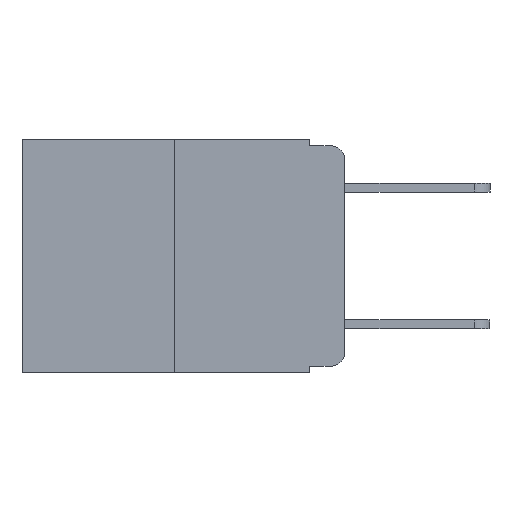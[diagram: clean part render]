
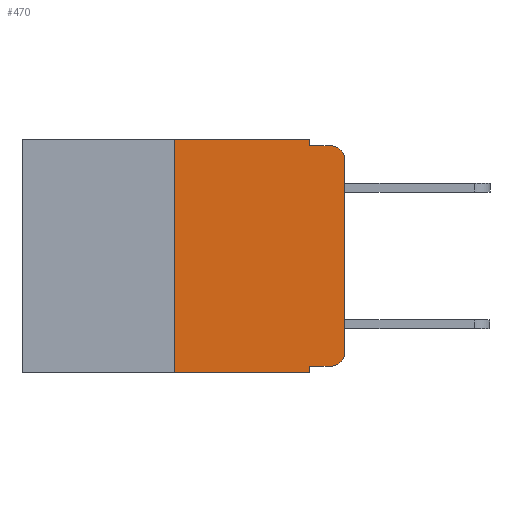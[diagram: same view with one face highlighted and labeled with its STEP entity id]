
A CAD part, left-side view. The second image highlights one B-rep face of the part: STEP entity #470.
In plain terms, the highlighted planar face has unit normal (-1, 0, 0).
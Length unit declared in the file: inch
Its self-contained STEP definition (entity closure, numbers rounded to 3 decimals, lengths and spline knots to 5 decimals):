
#83 = CIRCLE ( 'NONE', #1225, 0.02 ) ;
#314 = CARTESIAN_POINT ( 'NONE',  ( 0., 0.473, 0. ) ) ;
#317 = VERTEX_POINT ( 'NONE', #9221 ) ;
#367 = DIRECTION ( 'NONE',  ( 0., 0., -1. ) ) ;
#470 = ADVANCED_FACE ( 'NONE', ( #4047 ), #9898, .F. ) ;
#505 = CARTESIAN_POINT ( 'NONE',  ( 0., 0.051, -0.01 ) ) ;
#1054 = CARTESIAN_POINT ( 'NONE',  ( 0., 0.051, -0.01 ) ) ;
#1137 = CARTESIAN_POINT ( 'NONE',  ( 0., 0.02, -0.03 ) ) ;
#1150 = CARTESIAN_POINT ( 'NONE',  ( 0., 0.051, -0.333 ) ) ;
#1225 = AXIS2_PLACEMENT_3D ( 'NONE', #9613, #4727, #10375 ) ;
#1363 = ORIENTED_EDGE ( 'NONE', *, *, #8856, .F. ) ;
#1587 = VERTEX_POINT ( 'NONE', #6373 ) ;
#1638 = DIRECTION ( 'NONE',  ( 1., 0., 0. ) ) ;
#1792 = LINE ( 'NONE', #1054, #8682 ) ;
#1834 = ORIENTED_EDGE ( 'NONE', *, *, #4674, .F. ) ;
#1923 = VECTOR ( 'NONE', #10726, 39.37008 ) ;
#2007 = DIRECTION ( 'NONE',  ( 0., 0., 1. ) ) ;
#2079 = DIRECTION ( 'NONE',  ( 0., 0., -1. ) ) ;
#2719 = CARTESIAN_POINT ( 'NONE',  ( 0., 0., -0.03 ) ) ;
#2995 = CARTESIAN_POINT ( 'NONE',  ( 0., 0.473, 0. ) ) ;
#3008 = VERTEX_POINT ( 'NONE', #8786 ) ;
#3191 = VERTEX_POINT ( 'NONE', #1150 ) ;
#3248 = VERTEX_POINT ( 'NONE', #6736 ) ;
#3454 = VECTOR ( 'NONE', #7170, 39.37008 ) ;
#3631 = LINE ( 'NONE', #6723, #4925 ) ;
#3634 = CIRCLE ( 'NONE', #10426, 0.02 ) ;
#4047 = FACE_OUTER_BOUND ( 'NONE', #5142, .T. ) ;
#4217 = VECTOR ( 'NONE', #2007, 39.37008 ) ;
#4674 = EDGE_CURVE ( 'NONE', #3008, #3248, #9320, .T. ) ;
#4682 = ORIENTED_EDGE ( 'NONE', *, *, #5749, .T. ) ;
#4721 = VERTEX_POINT ( 'NONE', #8531 ) ;
#4727 = DIRECTION ( 'NONE',  ( -1., 0., 0. ) ) ;
#4925 = VECTOR ( 'NONE', #7543, 39.37008 ) ;
#5059 = VECTOR ( 'NONE', #9375, 39.37008 ) ;
#5142 = EDGE_LOOP ( 'NONE', ( #9691, #6106, #8498, #1363, #1834, #5795, #4682, #7232, #10858, #6721 ) ) ;
#5155 = CARTESIAN_POINT ( 'NONE',  ( 0., 0.051, 0. ) ) ;
#5579 = VERTEX_POINT ( 'NONE', #505 ) ;
#5749 = EDGE_CURVE ( 'NONE', #7024, #10831, #10601, .T. ) ;
#5795 = ORIENTED_EDGE ( 'NONE', *, *, #9059, .F. ) ;
#5809 = AXIS2_PLACEMENT_3D ( 'NONE', #314, #1638, #367 ) ;
#6106 = ORIENTED_EDGE ( 'NONE', *, *, #7208, .T. ) ;
#6233 = CARTESIAN_POINT ( 'NONE',  ( 0., 0.473, -0.343 ) ) ;
#6355 = CARTESIAN_POINT ( 'NONE',  ( 0., 0.051, -0.333 ) ) ;
#6373 = CARTESIAN_POINT ( 'NONE',  ( 0., 0., -0.313 ) ) ;
#6479 = VECTOR ( 'NONE', #7059, 39.37008 ) ;
#6496 = CARTESIAN_POINT ( 'NONE',  ( 0., 0., 0. ) ) ;
#6594 = CARTESIAN_POINT ( 'NONE',  ( 0., 0.051, -0.343 ) ) ;
#6721 = ORIENTED_EDGE ( 'NONE', *, *, #10673, .T. ) ;
#6723 = CARTESIAN_POINT ( 'NONE',  ( 0., 0.051, 0. ) ) ;
#6736 = CARTESIAN_POINT ( 'NONE',  ( 0., 0.051, 0. ) ) ;
#7024 = VERTEX_POINT ( 'NONE', #7201 ) ;
#7059 = DIRECTION ( 'NONE',  ( 0., -1., 0. ) ) ;
#7133 = EDGE_CURVE ( 'NONE', #1587, #9144, #10457, .T. ) ;
#7153 = EDGE_CURVE ( 'NONE', #5579, #317, #1792, .T. ) ;
#7170 = DIRECTION ( 'NONE',  ( 0., -1., 0. ) ) ;
#7201 = CARTESIAN_POINT ( 'NONE',  ( 0., 0.25, -0.343 ) ) ;
#7208 = EDGE_CURVE ( 'NONE', #9144, #317, #3634, .T. ) ;
#7232 = ORIENTED_EDGE ( 'NONE', *, *, #8939, .F. ) ;
#7373 = DIRECTION ( 'NONE',  ( -1., 0., 0. ) ) ;
#7543 = DIRECTION ( 'NONE',  ( 0., 0., -1. ) ) ;
#8028 = LINE ( 'NONE', #6355, #3454 ) ;
#8094 = DIRECTION ( 'NONE',  ( 0., -1., 0. ) ) ;
#8433 = DIRECTION ( 'NONE',  ( 0., -1., 0. ) ) ;
#8498 = ORIENTED_EDGE ( 'NONE', *, *, #7153, .F. ) ;
#8531 = CARTESIAN_POINT ( 'NONE',  ( 0., 0.02, -0.333 ) ) ;
#8551 = LINE ( 'NONE', #5155, #1923 ) ;
#8682 = VECTOR ( 'NONE', #8094, 39.37008 ) ;
#8786 = CARTESIAN_POINT ( 'NONE',  ( 0., 0.25, 0. ) ) ;
#8856 = EDGE_CURVE ( 'NONE', #3248, #5579, #3631, .T. ) ;
#8939 = EDGE_CURVE ( 'NONE', #3191, #10831, #8551, .T. ) ;
#9059 = EDGE_CURVE ( 'NONE', #7024, #3008, #9388, .T. ) ;
#9087 = VECTOR ( 'NONE', #8433, 39.37008 ) ;
#9144 = VERTEX_POINT ( 'NONE', #2719 ) ;
#9221 = CARTESIAN_POINT ( 'NONE',  ( 0., 0.02, -0.01 ) ) ;
#9320 = LINE ( 'NONE', #2995, #9087 ) ;
#9375 = DIRECTION ( 'NONE',  ( 0., 0., 1. ) ) ;
#9388 = LINE ( 'NONE', #10101, #5059 ) ;
#9613 = CARTESIAN_POINT ( 'NONE',  ( 0., 0.02, -0.313 ) ) ;
#9691 = ORIENTED_EDGE ( 'NONE', *, *, #7133, .T. ) ;
#9898 = PLANE ( 'NONE',  #5809 ) ;
#10101 = CARTESIAN_POINT ( 'NONE',  ( 0., 0.25, 0. ) ) ;
#10375 = DIRECTION ( 'NONE',  ( 0., 0., -1. ) ) ;
#10426 = AXIS2_PLACEMENT_3D ( 'NONE', #1137, #7373, #2079 ) ;
#10457 = LINE ( 'NONE', #6496, #4217 ) ;
#10557 = EDGE_CURVE ( 'NONE', #3191, #4721, #8028, .T. ) ;
#10601 = LINE ( 'NONE', #6233, #6479 ) ;
#10673 = EDGE_CURVE ( 'NONE', #4721, #1587, #83, .T. ) ;
#10726 = DIRECTION ( 'NONE',  ( 0., 0., -1. ) ) ;
#10831 = VERTEX_POINT ( 'NONE', #6594 ) ;
#10858 = ORIENTED_EDGE ( 'NONE', *, *, #10557, .T. ) ;
